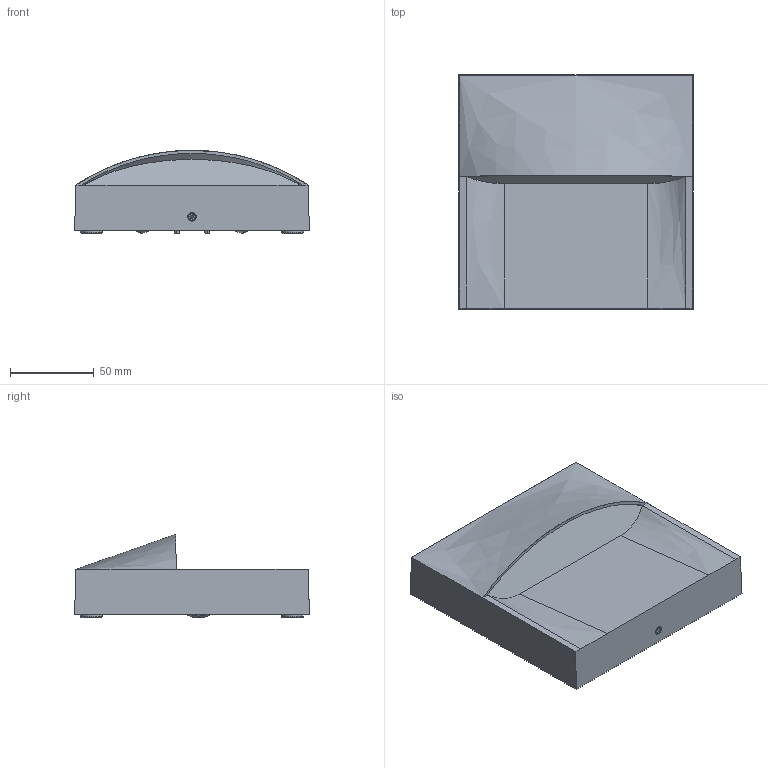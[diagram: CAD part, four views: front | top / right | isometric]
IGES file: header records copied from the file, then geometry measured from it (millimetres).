
Start section: SolidWorks IGES file using analytic representation for surfaces
Global section: file name: SAM S 211015-iges.IGS; native system: SolidWorks 2020; preprocessor: SolidWorks 2020; author: mgil; date: 211020.112832; units: millimetre
Bounding box: 140.05 x 140.05 x 49.73 mm (x, y, z)
Surface area: 91740.5 mm2 (no closed solid volume)
Topology: 0 solids, 0 shells, 345 faces, 3703 edges, 3701 vertices
Faces by surface type: bspline 214, revolution 131
